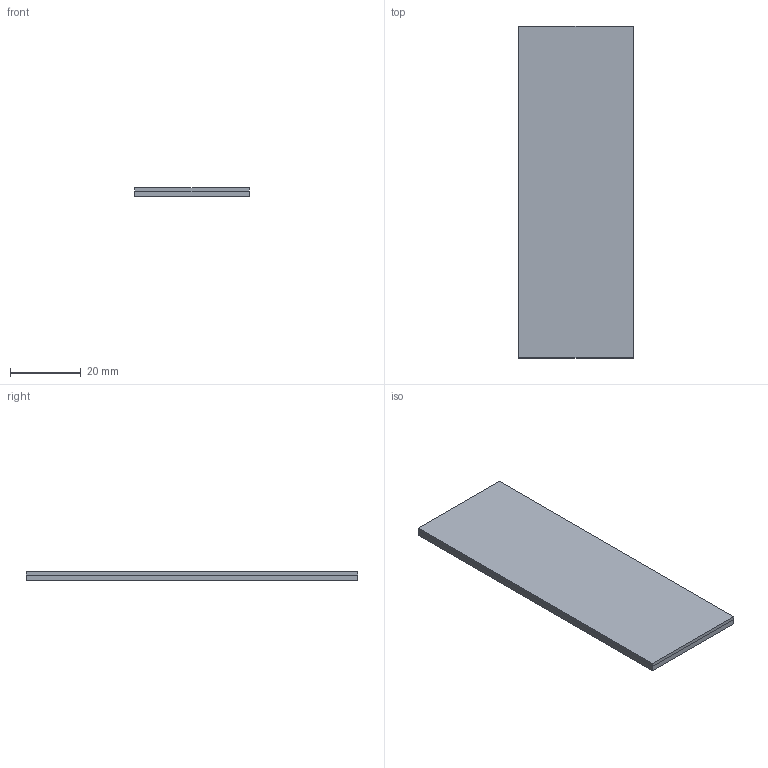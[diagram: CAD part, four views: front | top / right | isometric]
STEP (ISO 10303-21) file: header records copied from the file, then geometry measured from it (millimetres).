
FILE_DESCRIPTION(/* description */ ('STEP AP242','CAx-IF Rec.Pracs.---Representation and Presentation of Product Manufacturing Information (PMI)---4.0---2014-10-13','CAx-IF Rec.Pracs.---3D Tessellated Geometry---0.4---2014-09-14','2;1'),/* implementation_level */ '2;1');
FILE_NAME(/* name */ '65009dd2053d1821f89f2de0',/* time_stamp */ '2023-09-12T17:20:18Z',/* author */ (''),/* organization */ (''),/* preprocessor_version */ 'ST-DEVELOPER v19.4',/* originating_system */ ' ',/* authorisation */ ' ');
FILE_SCHEMA (('AP242_MANAGED_MODEL_BASED_3D_ENGINEERING_MIM_LF { 1 0 10303 442 1 1 4 }'));
Length unit declared in the file: metre
Products named in the file (9): P134; PCB; id11; id16; id21; id26; id31; EVA; EVA_Overlap
Assembly tree (8 placements, depth 2):
  P134
    PCB
    id11
    id16
    id21
    id26
    id31
    EVA
    EVA_Overlap
Bounding box: 32.5 x 94 x 2.51 mm (x, y, z)
Volume: 7660.7 mm3; surface area: 18128.3 mm2
Topology: 8 solids, 8 shells, 62 faces, 132 edges, 88 vertices
Faces by surface type: plane 62
Entity records: 1830 total; most frequent: CARTESIAN_POINT 291, DIRECTION 274, ORIENTED_EDGE 264, EDGE_CURVE 132, LINE 132, VECTOR 132, VERTEX_POINT 88, AXIS2_PLACEMENT_3D 71
